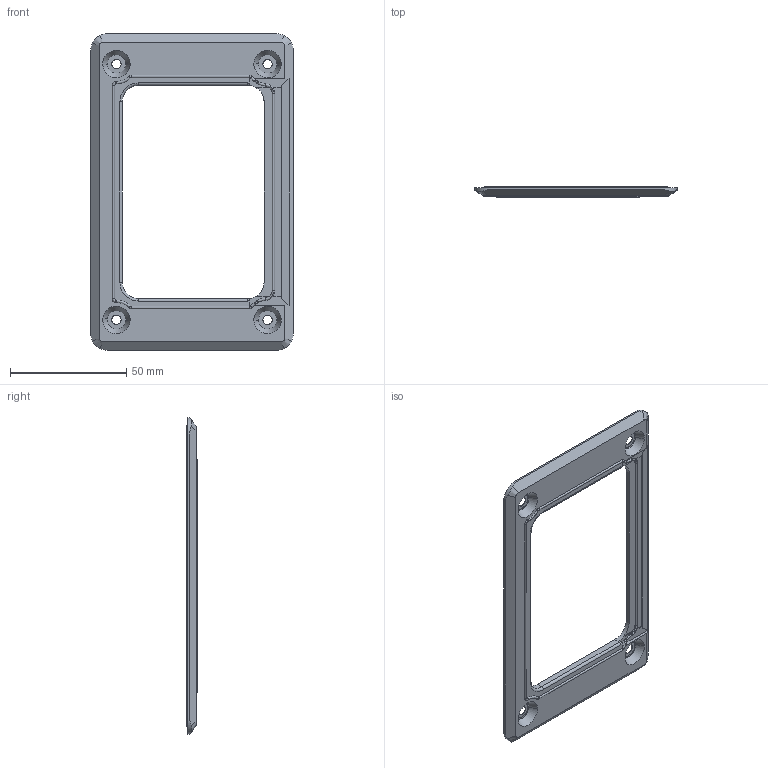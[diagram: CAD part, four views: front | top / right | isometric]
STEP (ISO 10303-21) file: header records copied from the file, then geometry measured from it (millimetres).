
FILE_DESCRIPTION((''),'2;1');
FILE_NAME('','2005-10-07T11:34:05',(''),(''),'','CADfix','');
FILE_SCHEMA(('AUTOMOTIVE_DESIGN'));
Length unit declared in the file: millimetre
Products named in the file (1): packing
Bounding box: 87 x 4.6 x 136 mm (x, y, z)
Volume: 17842.8 mm3; surface area: 14815.3 mm2
Topology: 1 solids, 1 shells, 149 faces, 433 edges, 294 vertices
Faces by surface type: bspline 149
Entity records: 6136 total; most frequent: CARTESIAN_POINT 3793, ORIENTED_EDGE 866, EDGE_CURVE 433, VERTEX_POINT 294, EDGE_LOOP 167, QUASI_UNIFORM_CURVE 159, FACE_OUTER_BOUND 149, ADVANCED_FACE 149
